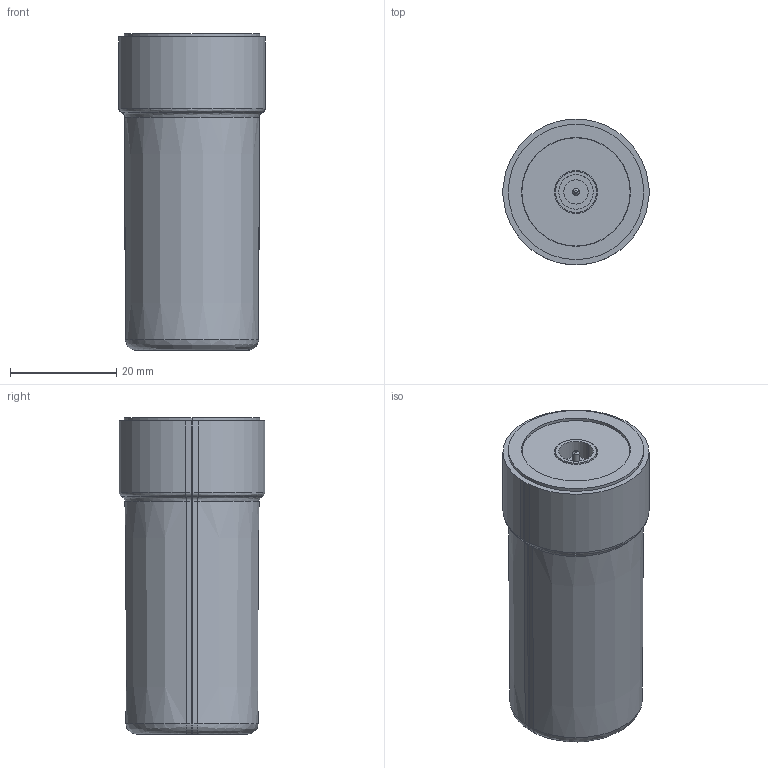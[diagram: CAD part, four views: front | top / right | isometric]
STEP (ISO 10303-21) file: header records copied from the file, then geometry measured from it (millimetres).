
FILE_DESCRIPTION (( 'STEP AP214' ), '1' );
FILE_NAME ('LCANGPS1000_3D.STEP', '2022-05-09T20:03:02', ( '' ), ( '' ), 'SwSTEP 2.0', 'SolidWorks 2021', '' );
FILE_SCHEMA (( 'AUTOMOTIVE_DESIGN' ));
Length unit declared in the file: inch
Products named in the file (1): LCANGPS1000_3D
Bounding box: 27.59 x 27.4 x 59.6 mm (x, y, z)
Volume: 30694.6 mm3; surface area: 6305.9 mm2
Topology: 1 solids, 1 shells, 74 faces, 150 edges, 87 vertices
Faces by surface type: cylinder 34, plane 19, bspline 17, cone 4
Entity records: 2337 total; most frequent: CARTESIAN_POINT 815, DIRECTION 316, ORIENTED_EDGE 300, EDGE_CURVE 150, AXIS2_PLACEMENT_3D 130, VERTEX_POINT 87, EDGE_LOOP 83, FACE_OUTER_BOUND 74
